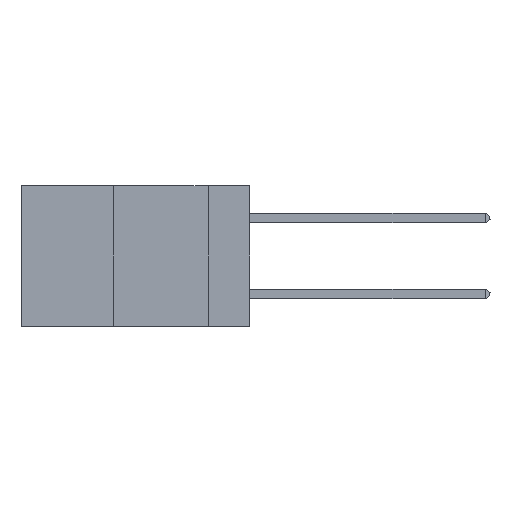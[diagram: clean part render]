
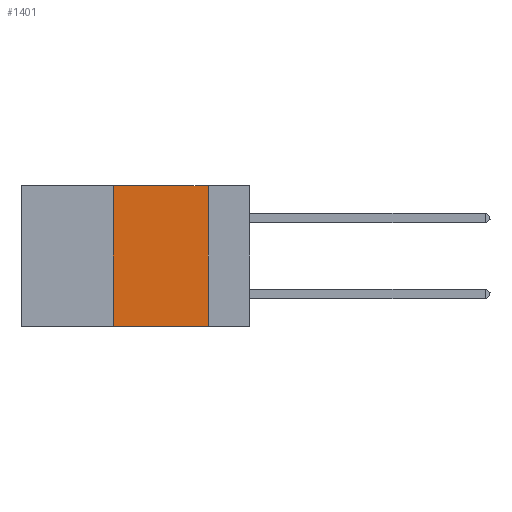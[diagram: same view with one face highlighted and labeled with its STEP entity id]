
A CAD part, left-side view. The second image highlights one B-rep face of the part: STEP entity #1401.
In plain terms, the highlighted planar face has unit normal (-1, 0, 0).
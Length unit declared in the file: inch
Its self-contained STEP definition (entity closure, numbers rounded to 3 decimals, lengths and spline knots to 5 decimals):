
#921 = VECTOR ( 'NONE', #14402, 39.37008 ) ;
#1401 = ADVANCED_FACE ( 'NONE', ( #19138 ), #8925, .F. ) ;
#1826 = CARTESIAN_POINT ( 'NONE',  ( 0., 0.6, 0. ) ) ;
#1942 = VECTOR ( 'NONE', #16105, 39.37008 ) ;
#3618 = DIRECTION ( 'NONE',  ( 1., 0., 0. ) ) ;
#3774 = ORIENTED_EDGE ( 'NONE', *, *, #11613, .F. ) ;
#4861 = LINE ( 'NONE', #19498, #13658 ) ;
#5088 = VERTEX_POINT ( 'NONE', #22607 ) ;
#7285 = LINE ( 'NONE', #9199, #1942 ) ;
#8265 = VERTEX_POINT ( 'NONE', #17085 ) ;
#8925 = PLANE ( 'NONE',  #19609 ) ;
#9199 = CARTESIAN_POINT ( 'NONE',  ( 0., 0.6, 0. ) ) ;
#9206 = CARTESIAN_POINT ( 'NONE',  ( 0., 0.11, 0. ) ) ;
#10207 = EDGE_CURVE ( 'NONE', #5088, #20173, #19858, .T. ) ;
#10395 = LINE ( 'NONE', #9206, #921 ) ;
#10982 = DIRECTION ( 'NONE',  ( 0., 0., 1. ) ) ;
#11613 = EDGE_CURVE ( 'NONE', #5088, #19441, #4861, .T. ) ;
#13142 = ORIENTED_EDGE ( 'NONE', *, *, #10207, .T. ) ;
#13421 = CARTESIAN_POINT ( 'NONE',  ( 0., 0.36, 0. ) ) ;
#13658 = VECTOR ( 'NONE', #10982, 39.37008 ) ;
#13905 = EDGE_CURVE ( 'NONE', #8265, #20173, #10395, .T. ) ;
#13948 = CARTESIAN_POINT ( 'NONE',  ( 0., 0.6, -0.37 ) ) ;
#14402 = DIRECTION ( 'NONE',  ( 0., 0., -1. ) ) ;
#14783 = VECTOR ( 'NONE', #15652, 39.37008 ) ;
#15652 = DIRECTION ( 'NONE',  ( 0., -1., 0. ) ) ;
#15841 = DIRECTION ( 'NONE',  ( 0., 0., -1. ) ) ;
#16005 = EDGE_CURVE ( 'NONE', #19441, #8265, #7285, .T. ) ;
#16105 = DIRECTION ( 'NONE',  ( 0., -1., 0. ) ) ;
#16598 = ORIENTED_EDGE ( 'NONE', *, *, #13905, .F. ) ;
#16966 = CARTESIAN_POINT ( 'NONE',  ( 0., 0.11, -0.37 ) ) ;
#17085 = CARTESIAN_POINT ( 'NONE',  ( 0., 0.11, 0. ) ) ;
#19138 = FACE_OUTER_BOUND ( 'NONE', #20566, .T. ) ;
#19441 = VERTEX_POINT ( 'NONE', #13421 ) ;
#19498 = CARTESIAN_POINT ( 'NONE',  ( 0., 0.36, 0. ) ) ;
#19609 = AXIS2_PLACEMENT_3D ( 'NONE', #1826, #3618, #15841 ) ;
#19858 = LINE ( 'NONE', #13948, #14783 ) ;
#20173 = VERTEX_POINT ( 'NONE', #16966 ) ;
#20566 = EDGE_LOOP ( 'NONE', ( #16598, #21152, #3774, #13142 ) ) ;
#21152 = ORIENTED_EDGE ( 'NONE', *, *, #16005, .F. ) ;
#22607 = CARTESIAN_POINT ( 'NONE',  ( 0., 0.36, -0.37 ) ) ;
